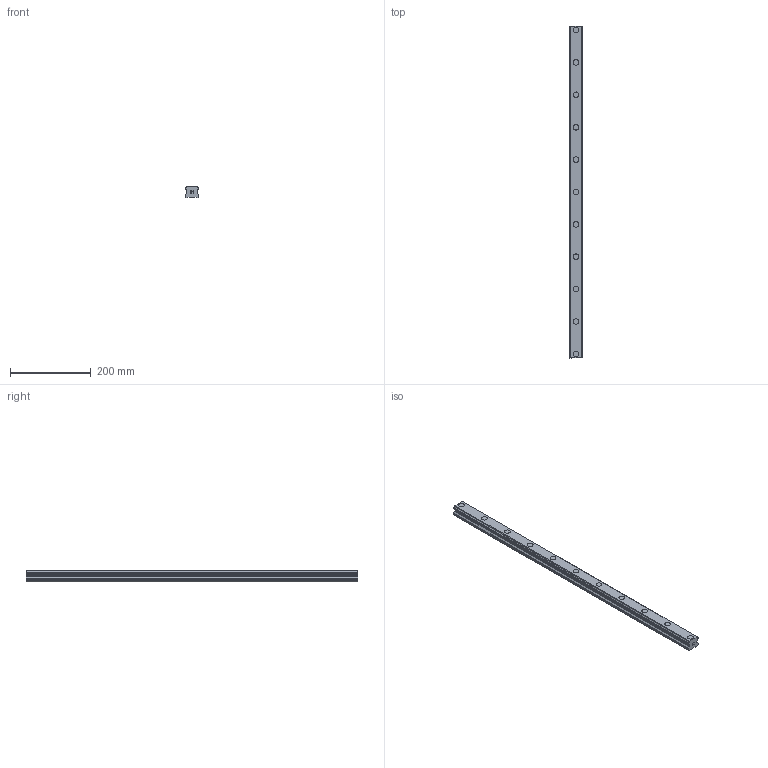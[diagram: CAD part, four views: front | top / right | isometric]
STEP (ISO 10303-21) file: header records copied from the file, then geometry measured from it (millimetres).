
FILE_DESCRIPTION(('STEP AP214'),'1');
FILE_NAME('cctmp_8E88E3CF-7E77-4559-908A-4254185224CE_2021_02_12_13_21_10_0258..stp','2021-02-12T12:21:10',('HIWIN GmbH'),('CADClick - www.CADClick.com'),'Spatial InterOp 3D',' ','unknown authorization');
FILE_SCHEMA(('AUTOMOTIVE_DESIGN'));
Length unit declared in the file: millimetre
Products named in the file (1): EGR35R820C_FILE
Bounding box: 34 x 820 x 27.5 mm (x, y, z)
Volume: 643696.9 mm3; surface area: 116926 mm2
Topology: 1 solids, 1 shells, 206 faces, 501 edges, 334 vertices
Faces by surface type: plane 122, cylinder 84
Entity records: 7745 total; most frequent: DIRECTION 1083, CARTESIAN_POINT 1042, ORIENTED_EDGE 1002, EDGE_CURVE 501, AXIS2_PLACEMENT_3D 375, VERTEX_POINT 334, LINE 333, VECTOR 333
